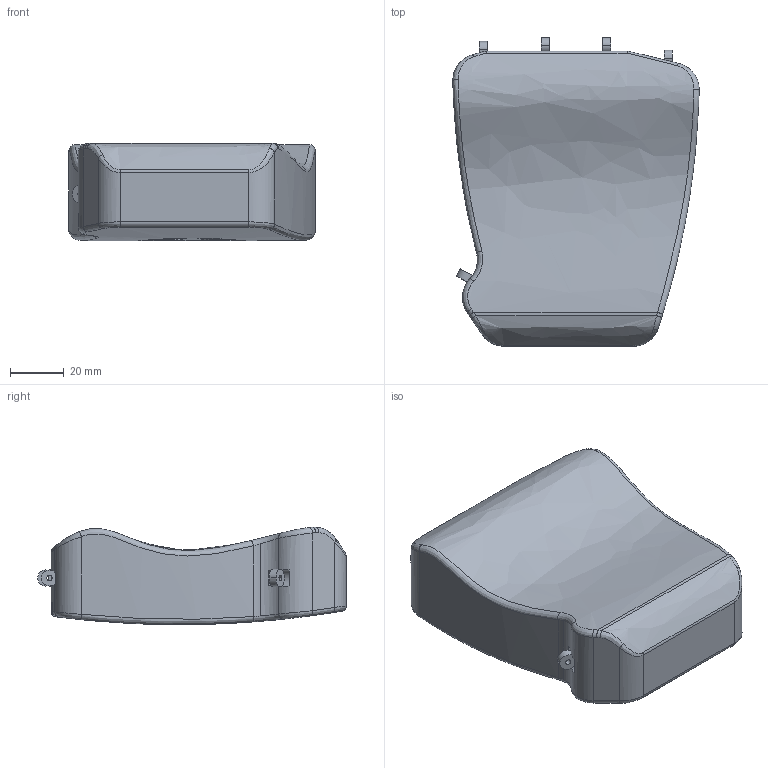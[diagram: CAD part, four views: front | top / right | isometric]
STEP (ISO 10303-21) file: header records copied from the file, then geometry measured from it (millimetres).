
FILE_DESCRIPTION (( 'STEP AP214' ), '1' );
FILE_NAME ('hand1.STEP', '2025-11-24T19:32:17', ( '' ), ( '' ), 'SwSTEP 2.0', 'SolidWorks 2023', '' );
FILE_SCHEMA (( 'AUTOMOTIVE_DESIGN' ));
Length unit declared in the file: millimetre
Products named in the file (1): hand1
Bounding box: 91.8 x 115 x 36.27 mm (x, y, z)
Volume: 264680.3 mm3; surface area: 33204.5 mm2
Topology: 1 solids, 1 shells, 238 faces, 607 edges, 376 vertices
Faces by surface type: cylinder 100, plane 88, bspline 32, torus 18
Entity records: 9208 total; most frequent: CARTESIAN_POINT 3906, ORIENTED_EDGE 1214, DIRECTION 946, EDGE_CURVE 607, VERTEX_POINT 376, AXIS2_PLACEMENT_3D 346, VECTOR 254, LINE 254
